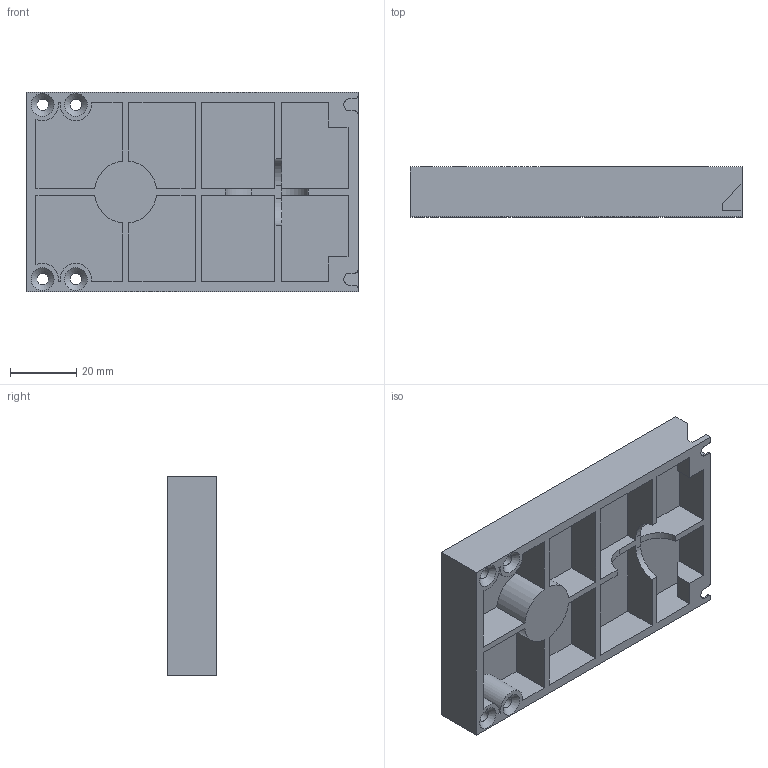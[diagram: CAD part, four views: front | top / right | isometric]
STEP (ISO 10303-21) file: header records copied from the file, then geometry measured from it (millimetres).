
FILE_DESCRIPTION(/* description */ ('Alibre Inc.'),/* implementation_level */ '2;1');
FILE_NAME(/* name */ 'export0',/* time_stamp */ '2015-07-11T14:25:52+12:00',/* author */ (''),/* organization */ (''),/* preprocessor_version */ 'ST-DEVELOPER v14',/* originating_system */ 'Alibre',/* authorisation */ '');
FILE_SCHEMA (('CONFIG_CONTROL_DESIGN'));
Length unit declared in the file: centimetre
Products named in the file (1): ID_1
Bounding box: 100 x 15 x 60 mm (x, y, z)
Volume: 36943.1 mm3; surface area: 26535 mm2
Topology: 1 solids, 1 shells, 114 faces, 307 edges, 203 vertices
Faces by surface type: plane 84, cylinder 23, cone 6, torus 1
Full cylindrical faces by diameter (mm): 3.5 x4, 12.7 x1
Entity records: 3327 total; most frequent: ORIENTED_EDGE 586, CARTESIAN_POINT 571, DIRECTION 447, EDGE_CURVE 293, VECTOR 225, LINE 225, VERTEX_POINT 199, AXIS2_PLACEMENT_3D 147
